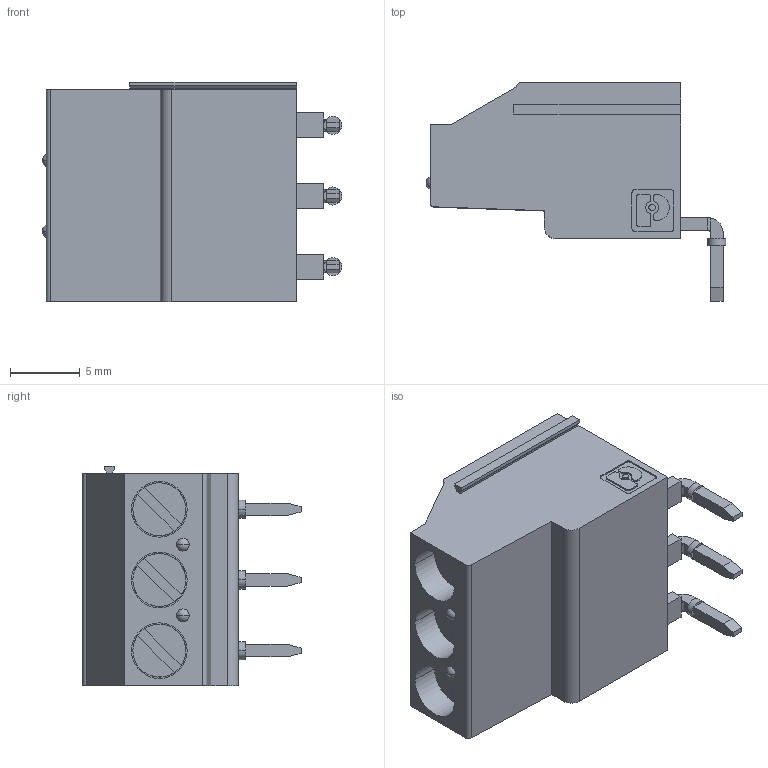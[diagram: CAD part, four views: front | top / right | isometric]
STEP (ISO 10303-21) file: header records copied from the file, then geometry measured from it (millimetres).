
FILE_DESCRIPTION(('STEP AP214'),'1');
FILE_NAME('1712737.stp','2015-09-14T18:08:55',('TraceParts'),('TraceParts S.A.'),'Spatial InterOp 3D',' ',' ');
FILE_SCHEMA(('automotive_design'));
Length unit declared in the file: millimetre
Products named in the file (1): mkdsf_3-3-5.08|1#mkdsf_3-3-5.08;mkdsf_3-3-5.08
Bounding box: 21.55 x 15.7 x 15.81 mm (x, y, z)
Volume: 2399.1 mm3; surface area: 1641.1 mm2
Topology: 1 solids, 1 shells, 228 faces, 570 edges, 368 vertices
Faces by surface type: plane 157, cylinder 67, sphere 4
Entity records: 9074 total; most frequent: CARTESIAN_POINT 1671, DIRECTION 1156, ORIENTED_EDGE 1140, EDGE_CURVE 570, LINE 418, VECTOR 418, AXIS2_PLACEMENT_3D 369, VERTEX_POINT 368
